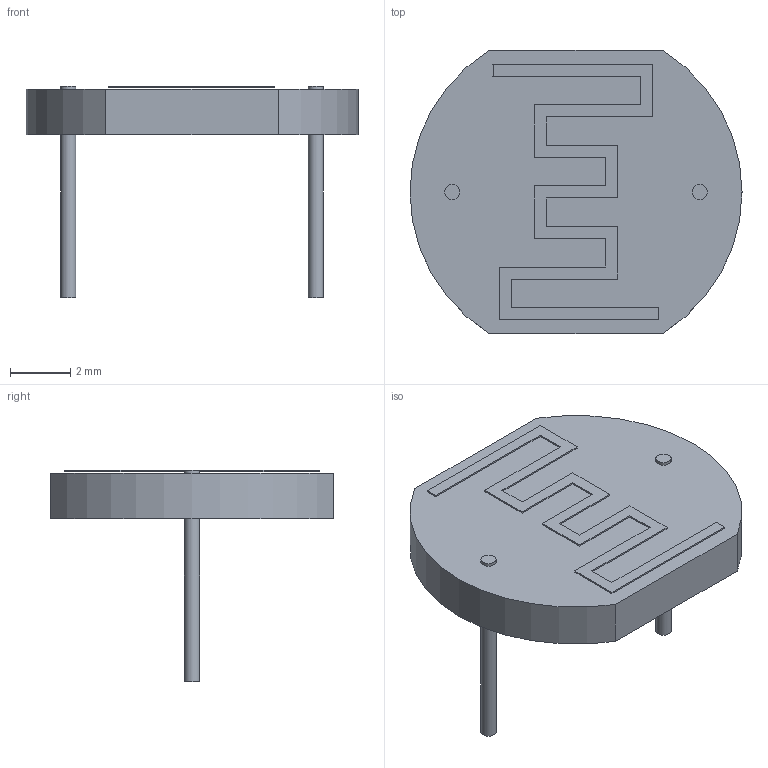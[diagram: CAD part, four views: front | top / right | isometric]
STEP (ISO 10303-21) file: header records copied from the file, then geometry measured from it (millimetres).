
FILE_DESCRIPTION(('FreeCAD Model'),'2;1');
FILE_NAME('R_LDR_11x9.4mm_P8.2mm_Vertical.step','2018-01-27T12:51:01',( 'kicad StepUp'),('ksu MCAD'),'Open CASCADE STEP processor 6.8', 'FreeCAD','Unknown');
FILE_SCHEMA(('AUTOMOTIVE_DESIGN_CC2 { 1 2 10303 214 -1 1 5 4 }'));
Length unit declared in the file: millimetre
Products named in the file (1): R_LDR_11x9.4mm_P8.2mm_Vertical
Bounding box: 11 x 9.4 x 7 mm (x, y, z)
Volume: 136.1 mm3; surface area: 275.1 mm2
Topology: 2 solids, 2 shells, 56 faces, 144 edges, 96 vertices
Faces by surface type: plane 50, cylinder 6
Full cylindrical faces by diameter (mm): 0.5 x4
Entity records: 1111 total; most frequent: ORIENTED_EDGE 224, EDGE_CURVE 144, LINE 130, CARTESIAN_POINT 107, VERTEX_POINT 96, AXIS2_PLACEMENT_3D 63, FACE_BOUND 60, EDGE_LOOP 60
